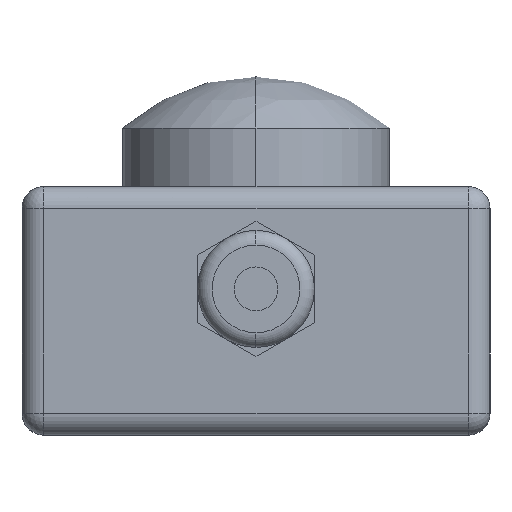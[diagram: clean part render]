
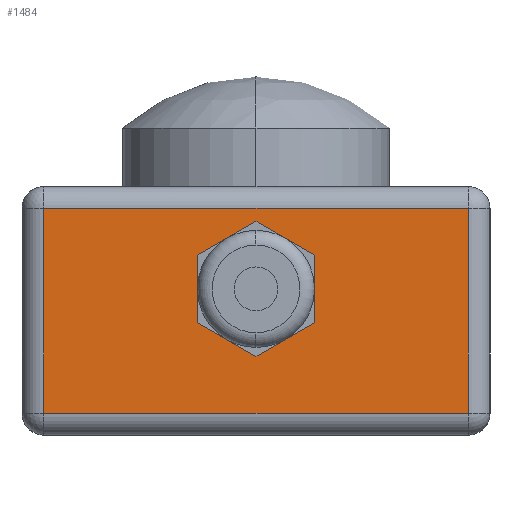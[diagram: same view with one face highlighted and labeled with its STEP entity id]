
A CAD part, left-side view. The second image highlights one B-rep face of the part: STEP entity #1484.
In plain terms, the highlighted planar face has unit normal (-1, 0, 0).
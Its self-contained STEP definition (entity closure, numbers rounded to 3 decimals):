
#155=DIRECTION('',(0.,0.,-1.));
#156=VECTOR('',#155,28.);
#157=CARTESIAN_POINT('',(0.,61.,31.));
#158=LINE('',#157,#156);
#162=DIRECTION('',(0.,-1.,0.));
#163=VECTOR('',#162,58.);
#164=CARTESIAN_POINT('',(0.,61.,31.));
#165=LINE('',#164,#163);
#169=DIRECTION('',(0.,0.,-1.));
#170=VECTOR('',#169,28.);
#171=CARTESIAN_POINT('',(0.,3.,31.));
#172=LINE('',#171,#170);
#176=DIRECTION('',(0.,1.,0.));
#177=VECTOR('',#176,58.);
#178=CARTESIAN_POINT('',(0.,3.,3.));
#179=LINE('',#178,#177);
#183=CARTESIAN_POINT('',(0.,32.,20.));
#184=DIRECTION('',(-1.,0.,0.));
#185=DIRECTION('',(0.,0.,1.));
#186=AXIS2_PLACEMENT_3D('',#183,#184,#185);
#191=CARTESIAN_POINT('',(0.,32.,20.));
#192=DIRECTION('',(-1.,0.,0.));
#193=DIRECTION('',(0.,0.,-1.));
#194=AXIS2_PLACEMENT_3D('',#191,#192,#193);
#1203=CARTESIAN_POINT('',(0.,61.,31.));
#1204=CARTESIAN_POINT('',(0.,61.,3.));
#1205=VERTEX_POINT('',#1203);
#1206=VERTEX_POINT('',#1204);
#1207=CARTESIAN_POINT('',(0.,3.,31.));
#1208=VERTEX_POINT('',#1207);
#1209=CARTESIAN_POINT('',(0.,3.,3.));
#1210=VERTEX_POINT('',#1209);
#1211=CARTESIAN_POINT('',(0.,32.,28.));
#1212=CARTESIAN_POINT('',(0.,32.,12.));
#1213=VERTEX_POINT('',#1211);
#1214=VERTEX_POINT('',#1212);
#1465=CARTESIAN_POINT('',(0.,64.,0.));
#1466=DIRECTION('',(-1.,0.,0.));
#1467=DIRECTION('',(0.,-1.,0.));
#1468=AXIS2_PLACEMENT_3D('',#1465,#1466,#1467);
#1469=PLANE('',#1468);
#1471=ORIENTED_EDGE('',*,*,#1470,.F.);
#1473=ORIENTED_EDGE('',*,*,#1472,.T.);
#1474=ORIENTED_EDGE('',*,*,#1433,.T.);
#1475=ORIENTED_EDGE('',*,*,#1456,.T.);
#1476=EDGE_LOOP('',(#1471,#1473,#1474,#1475));
#1477=FACE_OUTER_BOUND('',#1476,.F.);
#1479=ORIENTED_EDGE('',*,*,#1478,.T.);
#1481=ORIENTED_EDGE('',*,*,#1480,.T.);
#1482=EDGE_LOOP('',(#1479,#1481));
#1483=FACE_BOUND('',#1482,.F.);
#1484=ADVANCED_FACE('',(#1477,#1483),#1469,.T.);
#187=CIRCLE('',#186,8.);
#195=CIRCLE('',#194,8.);
#1433=EDGE_CURVE('',#1208,#1210,#172,.T.);
#1456=EDGE_CURVE('',#1210,#1206,#179,.T.);
#1470=EDGE_CURVE('',#1205,#1206,#158,.T.);
#1472=EDGE_CURVE('',#1205,#1208,#165,.T.);
#1478=EDGE_CURVE('',#1213,#1214,#187,.T.);
#1480=EDGE_CURVE('',#1214,#1213,#195,.T.);
